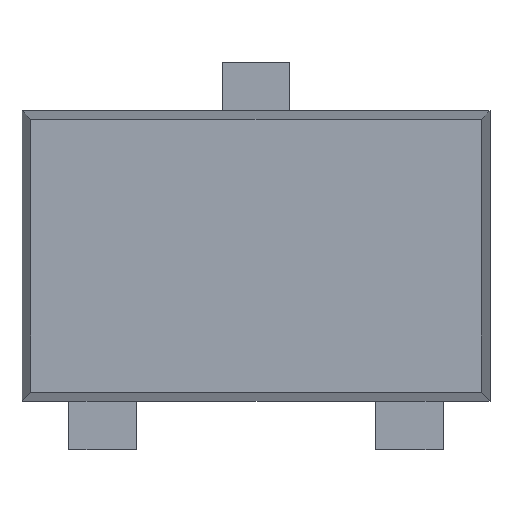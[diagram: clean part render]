
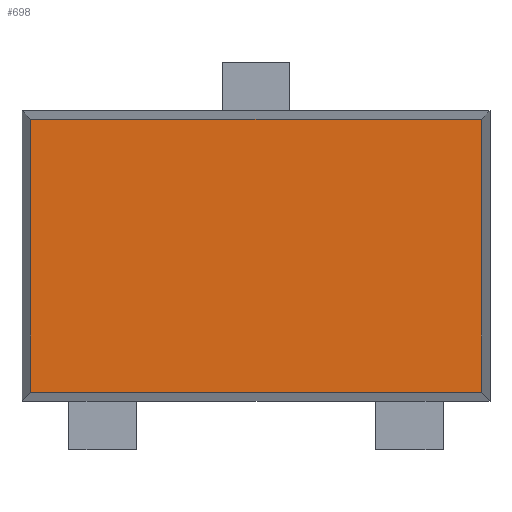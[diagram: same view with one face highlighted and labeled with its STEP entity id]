
A CAD part, top view. The second image highlights one B-rep face of the part: STEP entity #698.
In plain terms, the highlighted planar face has unit normal (0, 0, 1).
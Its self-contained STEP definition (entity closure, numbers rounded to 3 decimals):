
#34=FACE_OUTER_BOUND('',#77,.T.);
#77=EDGE_LOOP('',(#504,#505,#506,#507));
#143=LINE('',#1052,#238);
#144=LINE('',#1054,#239);
#145=LINE('',#1056,#240);
#146=LINE('',#1057,#241);
#238=VECTOR('',#854,1000.);
#239=VECTOR('',#855,1000.);
#240=VECTOR('',#856,1000.);
#241=VECTOR('',#857,1000.);
#325=VERTEX_POINT('',#1050);
#326=VERTEX_POINT('',#1051);
#327=VERTEX_POINT('',#1053);
#328=VERTEX_POINT('',#1055);
#393=EDGE_CURVE('',#325,#326,#143,.T.);
#394=EDGE_CURVE('',#326,#327,#144,.T.);
#395=EDGE_CURVE('',#327,#328,#145,.T.);
#396=EDGE_CURVE('',#328,#325,#146,.T.);
#504=ORIENTED_EDGE('',*,*,#393,.T.);
#505=ORIENTED_EDGE('',*,*,#394,.T.);
#506=ORIENTED_EDGE('',*,*,#395,.T.);
#507=ORIENTED_EDGE('',*,*,#396,.T.);
#655=PLANE('',#758);
#698=ADVANCED_FACE('',(#34),#655,.T.);
#758=AXIS2_PLACEMENT_3D('',#1049,#852,#853);
#852=DIRECTION('center_axis',(0.,0.,1.));
#853=DIRECTION('ref_axis',(1.,0.,0.));
#854=DIRECTION('',(-1.,0.,0.));
#855=DIRECTION('',(0.,-1.,0.));
#856=DIRECTION('',(1.,0.,0.));
#857=DIRECTION('',(0.,1.,0.));
#1049=CARTESIAN_POINT('Origin',(0.,0.,0.8));
#1050=CARTESIAN_POINT('',(1.395,0.845,0.8));
#1051=CARTESIAN_POINT('',(-1.395,0.845,0.8));
#1052=CARTESIAN_POINT('',(0.,0.845,0.8));
#1053=CARTESIAN_POINT('',(-1.395,-0.845,0.8));
#1054=CARTESIAN_POINT('',(-1.395,-0.9,0.8));
#1055=CARTESIAN_POINT('',(1.395,-0.845,0.8));
#1056=CARTESIAN_POINT('',(1.45,-0.845,0.8));
#1057=CARTESIAN_POINT('',(1.395,0.,0.8));
